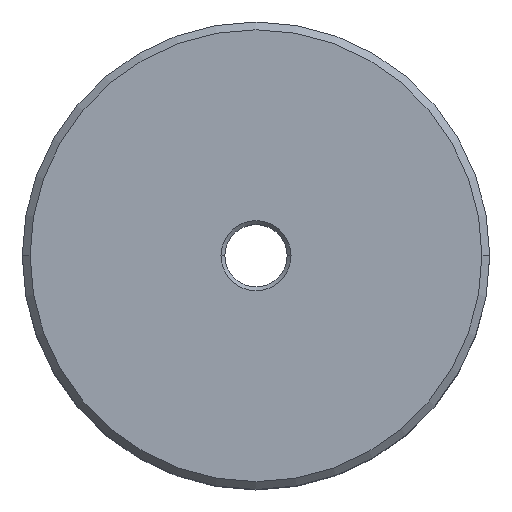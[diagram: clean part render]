
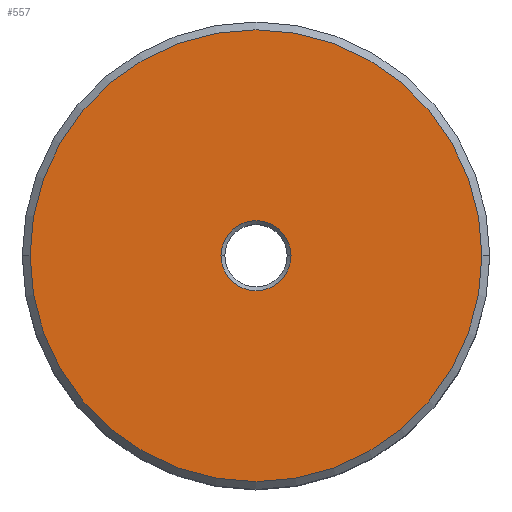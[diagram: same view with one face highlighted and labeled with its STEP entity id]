
A CAD part, top view. The second image highlights one B-rep face of the part: STEP entity #557.
In plain terms, the highlighted planar face has unit normal (0, 0, 1).
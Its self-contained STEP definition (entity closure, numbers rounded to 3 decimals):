
#5 = AXIS2_PLACEMENT_3D ( 'NONE', #325, #648, #481 ) ;
#55 = VERTEX_POINT ( 'NONE', #300 ) ;
#91 = CIRCLE ( 'NONE', #609, 29. ) ;
#104 = EDGE_CURVE ( 'NONE', #185, #275, #91, .T. ) ;
#110 = EDGE_CURVE ( 'NONE', #489, #55, #635, .T. ) ;
#119 = AXIS2_PLACEMENT_3D ( 'NONE', #312, #698, #371 ) ;
#140 = CARTESIAN_POINT ( 'NONE',  ( -4.5, 0., 41.2 ) ) ;
#185 = VERTEX_POINT ( 'NONE', #420 ) ;
#189 = EDGE_CURVE ( 'NONE', #275, #185, #256, .T. ) ;
#215 = AXIS2_PLACEMENT_3D ( 'NONE', #281, #226, #714 ) ;
#226 = DIRECTION ( 'NONE',  ( 0., 0., -1. ) ) ;
#244 = DIRECTION ( 'NONE',  ( 0., 0., -1. ) ) ;
#256 = CIRCLE ( 'NONE', #119, 29. ) ;
#274 = EDGE_LOOP ( 'NONE', ( #661, #400 ) ) ;
#275 = VERTEX_POINT ( 'NONE', #453 ) ;
#281 = CARTESIAN_POINT ( 'NONE',  ( 0., 0., 41.2 ) ) ;
#300 = CARTESIAN_POINT ( 'NONE',  ( 4.5, 0., 41.2 ) ) ;
#303 = DIRECTION ( 'NONE',  ( 1., 0., 0. ) ) ;
#312 = CARTESIAN_POINT ( 'NONE',  ( 0., 0., 41.2 ) ) ;
#325 = CARTESIAN_POINT ( 'NONE',  ( 0., 0., 41.2 ) ) ;
#326 = AXIS2_PLACEMENT_3D ( 'NONE', #362, #244, #631 ) ;
#356 = FACE_OUTER_BOUND ( 'NONE', #390, .T. ) ;
#362 = CARTESIAN_POINT ( 'NONE',  ( 0., 0., 41.2 ) ) ;
#371 = DIRECTION ( 'NONE',  ( 1., 0., 0. ) ) ;
#390 = EDGE_LOOP ( 'NONE', ( #723, #499 ) ) ;
#400 = ORIENTED_EDGE ( 'NONE', *, *, #110, .T. ) ;
#420 = CARTESIAN_POINT ( 'NONE',  ( -29., 0., 41.2 ) ) ;
#453 = CARTESIAN_POINT ( 'NONE',  ( 29., 0., 41.2 ) ) ;
#454 = DIRECTION ( 'NONE',  ( 0., 0., 1. ) ) ;
#462 = CARTESIAN_POINT ( 'NONE',  ( 0., 0., 41.2 ) ) ;
#481 = DIRECTION ( 'NONE',  ( 1., 0., 0. ) ) ;
#489 = VERTEX_POINT ( 'NONE', #140 ) ;
#499 = ORIENTED_EDGE ( 'NONE', *, *, #189, .T. ) ;
#513 = CIRCLE ( 'NONE', #215, 4.5 ) ;
#557 = ADVANCED_FACE ( 'NONE', ( #619, #356 ), #703, .T. ) ;
#609 = AXIS2_PLACEMENT_3D ( 'NONE', #462, #454, #303 ) ;
#619 = FACE_BOUND ( 'NONE', #274, .T. ) ;
#631 = DIRECTION ( 'NONE',  ( 1., 0., 0. ) ) ;
#635 = CIRCLE ( 'NONE', #326, 4.5 ) ;
#641 = EDGE_CURVE ( 'NONE', #55, #489, #513, .T. ) ;
#648 = DIRECTION ( 'NONE',  ( 0., 0., 1. ) ) ;
#661 = ORIENTED_EDGE ( 'NONE', *, *, #641, .T. ) ;
#698 = DIRECTION ( 'NONE',  ( 0., 0., 1. ) ) ;
#703 = PLANE ( 'NONE',  #5 ) ;
#714 = DIRECTION ( 'NONE',  ( 1., 0., 0. ) ) ;
#723 = ORIENTED_EDGE ( 'NONE', *, *, #104, .T. ) ;
